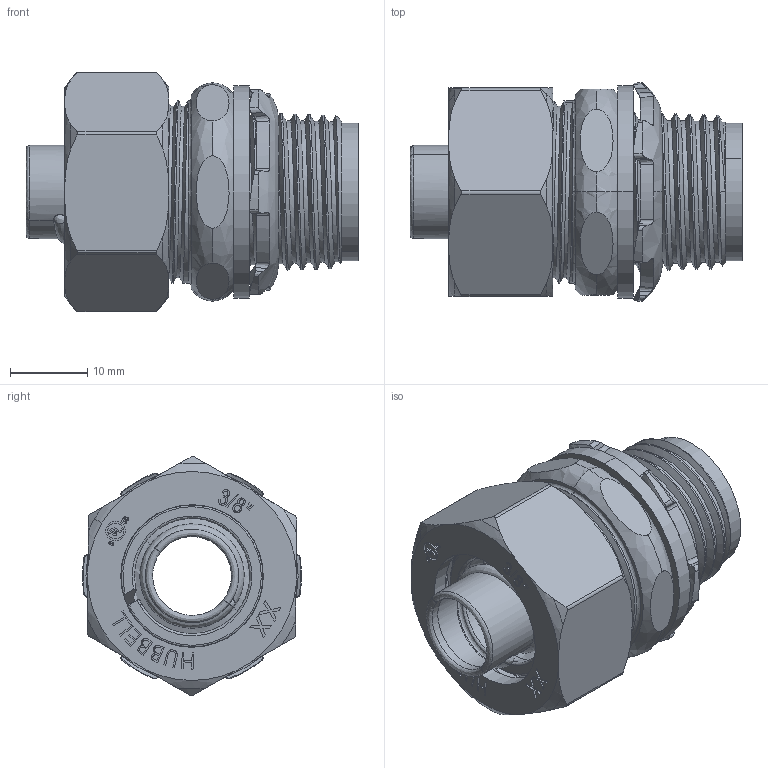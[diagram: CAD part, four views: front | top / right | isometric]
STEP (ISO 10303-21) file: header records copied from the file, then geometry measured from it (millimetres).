
FILE_DESCRIPTION (( 'STEP AP214' ), '1' );
FILE_NAME ('3511RAC.step', '2017-10-09T19:56:22', ( '' ), ( '' ), 'SwSTEP 2.0', 'SolidWorks 2017', '' );
FILE_SCHEMA (( 'AUTOMOTIVE_DESIGN' ));
Length unit declared in the file: inch
Products named in the file (8): 3511RAC-6; 3511-7; 3511RAC-5; 3511RAC-3; 3511RAC-1; 3511RAC-4; 3511RAC-2; 3511RAC
Assembly tree (7 placements, depth 2):
  3511RAC
    3511RAC-6
    3511RAC-2
    3511RAC-3
    3511RAC-1
    3511RAC-5
    3511RAC-4
    3511-7
Bounding box: 43.05 x 28.38 x 31.02 mm (x, y, z)
Volume: 8993.7 mm3; surface area: 15116.5 mm2
Topology: 7 solids, 7 shells, 656 faces, 1738 edges, 1123 vertices
Faces by surface type: bspline 269, plane 222, cylinder 102, cone 63
Entity records: 53104 total; most frequent: CARTESIAN_POINT 30156, ORIENTED_EDGE 3476, DIRECTION 2215, EDGE_CURVE 1738, VERTEX_POINT 1123, AXIS2_PLACEMENT_3D 748, LINE 719, VECTOR 719
